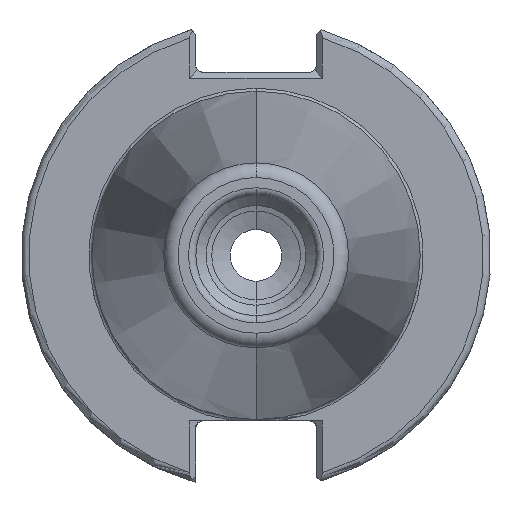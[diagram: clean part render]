
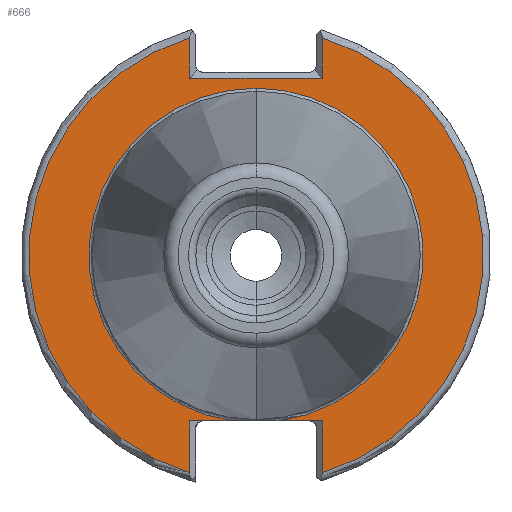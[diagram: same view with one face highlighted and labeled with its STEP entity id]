
A CAD part, left-side view. The second image highlights one B-rep face of the part: STEP entity #666.
In plain terms, the highlighted planar face has unit normal (-1, 0, 0).
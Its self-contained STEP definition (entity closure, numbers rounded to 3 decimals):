
#8 = EDGE_CURVE ( 'NONE', #2258, #2609, #2204, .T. ) ;
#60 = VERTEX_POINT ( 'NONE', #3761 ) ;
#129 = VERTEX_POINT ( 'NONE', #425 ) ;
#183 = VERTEX_POINT ( 'NONE', #947 ) ;
#186 = DIRECTION ( 'NONE',  ( 0., 0., 1. ) ) ;
#200 = DIRECTION ( 'NONE',  ( -1., 0., 0. ) ) ;
#204 = CARTESIAN_POINT ( 'NONE',  ( -76.82, 0., 0. ) ) ;
#218 = DIRECTION ( 'NONE',  ( 0., 0., -1. ) ) ;
#224 = EDGE_CURVE ( 'NONE', #183, #3482, #1965, .T. ) ;
#304 = DIRECTION ( 'NONE',  ( 0., 0., -1. ) ) ;
#318 = DIRECTION ( 'NONE',  ( -1., 0., 0. ) ) ;
#339 = CARTESIAN_POINT ( 'NONE',  ( -76.82, 0., 0. ) ) ;
#425 = CARTESIAN_POINT ( 'NONE',  ( -76.82, -8.99, 24. ) ) ;
#571 = ORIENTED_EDGE ( 'NONE', *, *, #224, .T. ) ;
#666 = ADVANCED_FACE ( 'NONE', ( #1363 ), #1826, .F. ) ;
#677 = ORIENTED_EDGE ( 'NONE', *, *, #2945, .F. ) ;
#838 = EDGE_CURVE ( 'NONE', #3482, #1106, #1049, .T. ) ;
#862 = DIRECTION ( 'NONE',  ( 0., 1., 0. ) ) ;
#869 = EDGE_CURVE ( 'NONE', #2258, #2051, #1013, .T. ) ;
#947 = CARTESIAN_POINT ( 'NONE',  ( -76.82, 8.99, 24. ) ) ;
#987 = DIRECTION ( 'NONE',  ( 0., 0., -1. ) ) ;
#1006 = CARTESIAN_POINT ( 'NONE',  ( -76.82, -8.99, 24.8 ) ) ;
#1013 = CIRCLE ( 'NONE', #3411, 22.625 ) ;
#1030 = DIRECTION ( 'NONE',  ( 0., 0., 1. ) ) ;
#1049 = CIRCLE ( 'NONE', #3736, 30.775 ) ;
#1053 = CARTESIAN_POINT ( 'NONE',  ( -76.82, 8.99, -22.41 ) ) ;
#1106 = VERTEX_POINT ( 'NONE', #3110 ) ;
#1189 = ORIENTED_EDGE ( 'NONE', *, *, #2124, .T. ) ;
#1227 = DIRECTION ( 'NONE',  ( 0., 0., -1. ) ) ;
#1241 = DIRECTION ( 'NONE',  ( -1., 0., 0. ) ) ;
#1255 = CARTESIAN_POINT ( 'NONE',  ( -76.82, 0., 0. ) ) ;
#1288 = CARTESIAN_POINT ( 'NONE',  ( -76.82, 8.99, 29.433 ) ) ;
#1331 = ORIENTED_EDGE ( 'NONE', *, *, #2160, .T. ) ;
#1363 = FACE_OUTER_BOUND ( 'NONE', #4046, .T. ) ;
#1443 = DIRECTION ( 'NONE',  ( 0., 0., -1. ) ) ;
#1451 = DIRECTION ( 'NONE',  ( 1., 0., 0. ) ) ;
#1463 = CARTESIAN_POINT ( 'NONE',  ( -76.82, 0., 0. ) ) ;
#1489 = ORIENTED_EDGE ( 'NONE', *, *, #1799, .T. ) ;
#1557 = CARTESIAN_POINT ( 'NONE',  ( -76.82, 8.99, 30.701 ) ) ;
#1589 = CARTESIAN_POINT ( 'NONE',  ( -76.82, -3.112, -22.41 ) ) ;
#1674 = AXIS2_PLACEMENT_3D ( 'NONE', #2079, #2057, #2044 ) ;
#1769 = VERTEX_POINT ( 'NONE', #1053 ) ;
#1799 = EDGE_CURVE ( 'NONE', #1769, #2718, #4286, .T. ) ;
#1826 = PLANE ( 'NONE',  #2628 ) ;
#1965 = LINE ( 'NONE', #1557, #1971 ) ;
#1971 = VECTOR ( 'NONE', #1030, 1000. ) ;
#1995 = CARTESIAN_POINT ( 'NONE',  ( -76.82, 8.99, 0. ) ) ;
#2044 = DIRECTION ( 'NONE',  ( 0., 0., 1. ) ) ;
#2051 = VERTEX_POINT ( 'NONE', #2597 ) ;
#2057 = DIRECTION ( 'NONE',  ( -1., 0., 0. ) ) ;
#2079 = CARTESIAN_POINT ( 'NONE',  ( -76.82, 0., 0. ) ) ;
#2124 = EDGE_CURVE ( 'NONE', #2728, #60, #4113, .T. ) ;
#2160 = EDGE_CURVE ( 'NONE', #60, #129, #4008, .T. ) ;
#2197 = VECTOR ( 'NONE', #3274, 1000. ) ;
#2204 = LINE ( 'NONE', #2507, #2197 ) ;
#2210 = ORIENTED_EDGE ( 'NONE', *, *, #869, .F. ) ;
#2258 = VERTEX_POINT ( 'NONE', #1589 ) ;
#2300 = ORIENTED_EDGE ( 'NONE', *, *, #2748, .T. ) ;
#2483 = CARTESIAN_POINT ( 'NONE',  ( -76.82, -8.99, -22.41 ) ) ;
#2507 = CARTESIAN_POINT ( 'NONE',  ( -76.82, -8.19, -22.41 ) ) ;
#2597 = CARTESIAN_POINT ( 'NONE',  ( -76.82, 0., 22.625 ) ) ;
#2609 = VERTEX_POINT ( 'NONE', #2483 ) ;
#2615 = ORIENTED_EDGE ( 'NONE', *, *, #4380, .T. ) ;
#2628 = AXIS2_PLACEMENT_3D ( 'NONE', #1463, #1451, #1443 ) ;
#2718 = VERTEX_POINT ( 'NONE', #3967 ) ;
#2728 = VERTEX_POINT ( 'NONE', #3517 ) ;
#2748 = EDGE_CURVE ( 'NONE', #129, #183, #3544, .T. ) ;
#2751 = AXIS2_PLACEMENT_3D ( 'NONE', #1255, #1241, #1227 ) ;
#2802 = VECTOR ( 'NONE', #4426, 1000. ) ;
#2813 = ORIENTED_EDGE ( 'NONE', *, *, #8, .T. ) ;
#2823 = LINE ( 'NONE', #1995, #2802 ) ;
#2945 = EDGE_CURVE ( 'NONE', #2051, #2718, #3595, .T. ) ;
#2969 = CARTESIAN_POINT ( 'NONE',  ( -76.82, -8.99, 0. ) ) ;
#2979 = ORIENTED_EDGE ( 'NONE', *, *, #3454, .T. ) ;
#3110 = CARTESIAN_POINT ( 'NONE',  ( -76.82, 8.99, -29.433 ) ) ;
#3166 = VECTOR ( 'NONE', #218, 1000. ) ;
#3210 = LINE ( 'NONE', #2969, #3166 ) ;
#3258 = ORIENTED_EDGE ( 'NONE', *, *, #838, .T. ) ;
#3274 = DIRECTION ( 'NONE',  ( 0., -1., 0. ) ) ;
#3411 = AXIS2_PLACEMENT_3D ( 'NONE', #204, #200, #186 ) ;
#3454 = EDGE_CURVE ( 'NONE', #2609, #2728, #3210, .T. ) ;
#3482 = VERTEX_POINT ( 'NONE', #1288 ) ;
#3509 = VECTOR ( 'NONE', #862, 1000. ) ;
#3517 = CARTESIAN_POINT ( 'NONE',  ( -76.82, -8.99, -29.433 ) ) ;
#3544 = LINE ( 'NONE', #4316, #3509 ) ;
#3595 = CIRCLE ( 'NONE', #1674, 22.625 ) ;
#3736 = AXIS2_PLACEMENT_3D ( 'NONE', #339, #318, #304 ) ;
#3761 = CARTESIAN_POINT ( 'NONE',  ( -76.82, -8.99, 29.433 ) ) ;
#3960 = VECTOR ( 'NONE', #987, 1000. ) ;
#3967 = CARTESIAN_POINT ( 'NONE',  ( -76.82, 3.112, -22.41 ) ) ;
#4008 = LINE ( 'NONE', #1006, #3960 ) ;
#4046 = EDGE_LOOP ( 'NONE', ( #571, #3258, #2615, #1489, #677, #2210, #2813, #2979, #1189, #1331, #2300 ) ) ;
#4113 = CIRCLE ( 'NONE', #2751, 30.775 ) ;
#4246 = VECTOR ( 'NONE', #4389, 1000. ) ;
#4286 = LINE ( 'NONE', #4407, #4246 ) ;
#4316 = CARTESIAN_POINT ( 'NONE',  ( -76.82, 0., 24. ) ) ;
#4380 = EDGE_CURVE ( 'NONE', #1106, #1769, #2823, .T. ) ;
#4389 = DIRECTION ( 'NONE',  ( 0., -1., 0. ) ) ;
#4407 = CARTESIAN_POINT ( 'NONE',  ( -76.82, -8.19, -22.41 ) ) ;
#4426 = DIRECTION ( 'NONE',  ( 0., 0., 1. ) ) ;
